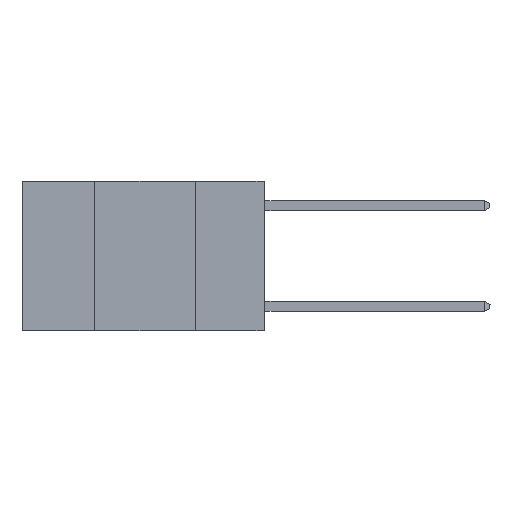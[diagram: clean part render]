
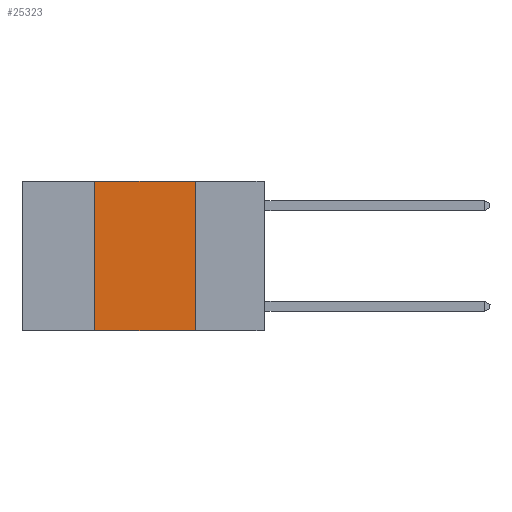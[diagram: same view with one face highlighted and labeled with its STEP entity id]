
A CAD part, left-side view. The second image highlights one B-rep face of the part: STEP entity #25323.
In plain terms, the highlighted planar face has unit normal (-1, 0, 0).
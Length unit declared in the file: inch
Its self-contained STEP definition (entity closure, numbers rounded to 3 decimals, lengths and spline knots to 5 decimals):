
#1800 = DIRECTION ( 'NONE',  ( 0., -1., 0. ) ) ;
#2069 = LINE ( 'NONE', #16174, #13163 ) ;
#2389 = CARTESIAN_POINT ( 'NONE',  ( 0., 0.6, 0. ) ) ;
#2591 = DIRECTION ( 'NONE',  ( 0., 0., -1. ) ) ;
#2641 = EDGE_CURVE ( 'NONE', #2942, #26724, #26955, .T. ) ;
#2942 = VERTEX_POINT ( 'NONE', #17022 ) ;
#4816 = DIRECTION ( 'NONE',  ( 1., 0., 0. ) ) ;
#4842 = LINE ( 'NONE', #14351, #28945 ) ;
#6625 = EDGE_LOOP ( 'NONE', ( #21472, #27287, #15972, #26742 ) ) ;
#6883 = CARTESIAN_POINT ( 'NONE',  ( 0., 0.17, 0. ) ) ;
#7059 = PLANE ( 'NONE',  #9783 ) ;
#7539 = VERTEX_POINT ( 'NONE', #29135 ) ;
#7598 = VECTOR ( 'NONE', #1800, 39.37008 ) ;
#9783 = AXIS2_PLACEMENT_3D ( 'NONE', #2389, #4816, #21207 ) ;
#13163 = VECTOR ( 'NONE', #13943, 39.37008 ) ;
#13943 = DIRECTION ( 'NONE',  ( 0., 0., 1. ) ) ;
#14351 = CARTESIAN_POINT ( 'NONE',  ( 0., 0.17, 0. ) ) ;
#15761 = FACE_OUTER_BOUND ( 'NONE', #6625, .T. ) ;
#15972 = ORIENTED_EDGE ( 'NONE', *, *, #23843, .F. ) ;
#16174 = CARTESIAN_POINT ( 'NONE',  ( 0., 0.42, 0. ) ) ;
#16804 = EDGE_CURVE ( 'NONE', #26932, #7539, #18119, .T. ) ;
#17022 = CARTESIAN_POINT ( 'NONE',  ( 0., 0.42, 0. ) ) ;
#18119 = LINE ( 'NONE', #24269, #23581 ) ;
#21207 = DIRECTION ( 'NONE',  ( 0., 0., -1. ) ) ;
#21472 = ORIENTED_EDGE ( 'NONE', *, *, #30235, .F. ) ;
#23581 = VECTOR ( 'NONE', #26596, 39.37008 ) ;
#23843 = EDGE_CURVE ( 'NONE', #26932, #2942, #2069, .T. ) ;
#24269 = CARTESIAN_POINT ( 'NONE',  ( 0., 0.6, -0.37 ) ) ;
#25305 = CARTESIAN_POINT ( 'NONE',  ( 0., 0.6, 0. ) ) ;
#25323 = ADVANCED_FACE ( 'NONE', ( #15761 ), #7059, .F. ) ;
#26308 = CARTESIAN_POINT ( 'NONE',  ( 0., 0.42, -0.37 ) ) ;
#26596 = DIRECTION ( 'NONE',  ( 0., -1., 0. ) ) ;
#26724 = VERTEX_POINT ( 'NONE', #6883 ) ;
#26742 = ORIENTED_EDGE ( 'NONE', *, *, #16804, .T. ) ;
#26932 = VERTEX_POINT ( 'NONE', #26308 ) ;
#26955 = LINE ( 'NONE', #25305, #7598 ) ;
#27287 = ORIENTED_EDGE ( 'NONE', *, *, #2641, .F. ) ;
#28945 = VECTOR ( 'NONE', #2591, 39.37008 ) ;
#29135 = CARTESIAN_POINT ( 'NONE',  ( 0., 0.17, -0.37 ) ) ;
#30235 = EDGE_CURVE ( 'NONE', #26724, #7539, #4842, .T. ) ;
